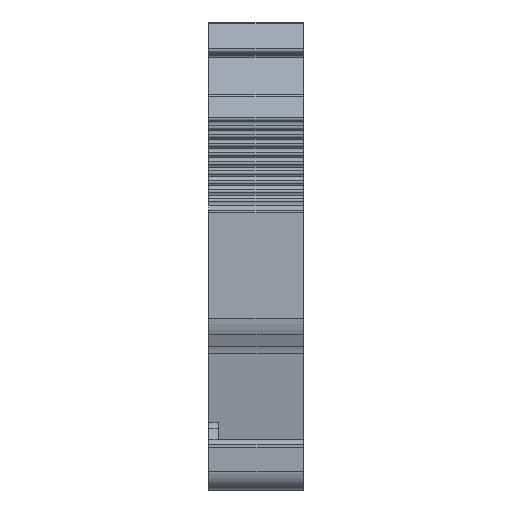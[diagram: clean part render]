
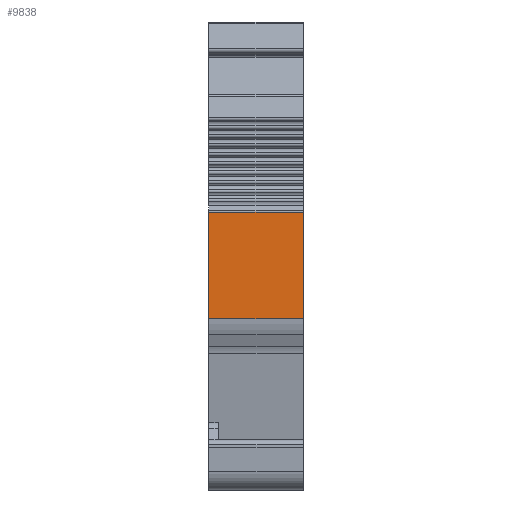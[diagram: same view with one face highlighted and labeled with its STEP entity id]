
A CAD part, left-side view. The second image highlights one B-rep face of the part: STEP entity #9838.
In plain terms, the highlighted planar face has unit normal (-1, 0, 0).
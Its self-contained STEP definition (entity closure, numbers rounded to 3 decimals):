
#1642=ORIENTED_EDGE('',*,*,#3559,.F.);
#1643=ORIENTED_EDGE('',*,*,#3009,.T.);
#1644=ORIENTED_EDGE('',*,*,#3558,.T.);
#1645=ORIENTED_EDGE('',*,*,#3298,.F.);
#3009=EDGE_CURVE('',#4104,#4103,#4766,.T.);
#3298=EDGE_CURVE('',#4392,#4393,#4881,.F.);
#3558=EDGE_CURVE('',#4103,#4393,#5056,.T.);
#3559=EDGE_CURVE('',#4104,#4392,#5057,.T.);
#4103=VERTEX_POINT('',#13463);
#4104=VERTEX_POINT('',#13465);
#4392=VERTEX_POINT('',#14042);
#4393=VERTEX_POINT('',#14044);
#4766=LINE('',#13464,#5430);
#4881=LINE('',#14043,#5545);
#5056=LINE('',#14743,#5720);
#5057=LINE('',#14745,#5721);
#5430=VECTOR('',#11003,1000.);
#5545=VECTOR('',#11468,1000.);
#5720=VECTOR('',#11967,1000.);
#5721=VECTOR('',#11970,1000.);
#6145=EDGE_LOOP('',(#1642,#1643,#1644,#1645));
#6540=FACE_BOUND('',#6145,.T.);
#6883=PLANE('',#10502);
#9838=ADVANCED_FACE('',(#6540),#6883,.F.);
#10502=AXIS2_PLACEMENT_3D('',#14744,#11968,#11969);
#11003=DIRECTION('',(0.,0.,-1.));
#11468=DIRECTION('',(0.,0.,1.));
#11967=DIRECTION('',(0.,-1.,0.));
#11968=DIRECTION('',(1.,0.,0.));
#11969=DIRECTION('',(0.,0.,-1.));
#11970=DIRECTION('',(0.,-1.,0.));
#13463=CARTESIAN_POINT('',(-33.85,4.95,1.194));
#13464=CARTESIAN_POINT('',(-33.85,4.95,31.101));
#13465=CARTESIAN_POINT('',(-33.85,4.95,12.462));
#14042=CARTESIAN_POINT('',(-33.85,-5.05,12.462));
#14043=CARTESIAN_POINT('',(-33.85,-5.05,7.1));
#14044=CARTESIAN_POINT('',(-33.85,-5.05,1.194));
#14743=CARTESIAN_POINT('',(-33.85,81.648,1.194));
#14744=CARTESIAN_POINT('',(-33.85,-5.05,31.101));
#14745=CARTESIAN_POINT('',(-33.85,11.927,12.462));
